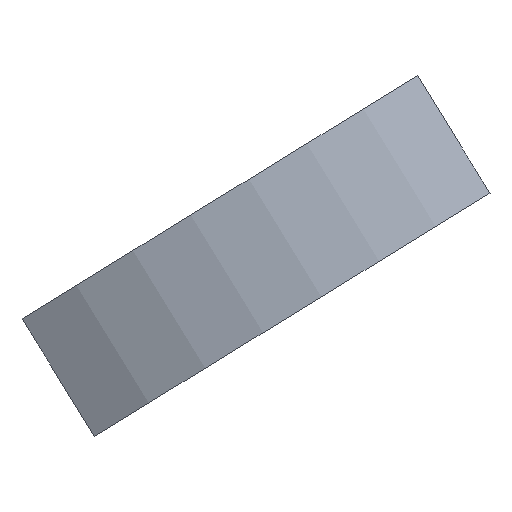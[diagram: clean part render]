
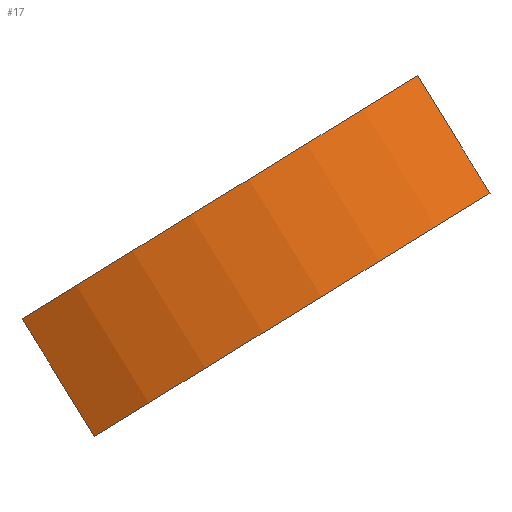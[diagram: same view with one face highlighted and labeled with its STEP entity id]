
A CAD part, front view. The second image highlights one B-rep face of the part: STEP entity #17.
In plain terms, the highlighted cylindrical face has radius 19.995 mm (diameter 39.991 mm), a partial arc.
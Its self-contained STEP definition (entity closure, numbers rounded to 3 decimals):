
#17 = ADVANCED_FACE('',(#18),#33,.F.);
#18 = FACE_BOUND('',#19,.F.);
#19 = EDGE_LOOP('',(#20,#66,#104,#143));
#20 = ORIENTED_EDGE('',*,*,#21,.T.);
#21 = EDGE_CURVE('',#22,#24,#26,.T.);
#22 = VERTEX_POINT('',#23);
#23 = CARTESIAN_POINT('',(-5.851,-0.013,
    -6.53));
#24 = VERTEX_POINT('',#25);
#25 = CARTESIAN_POINT('',(8.469,0.011,
    2.27));
#26 = SURFACE_CURVE('',#27,(#32),.PCURVE_S1.);
#27 = CIRCLE('',#28,19.995);
#28 = AXIS2_PLACEMENT_3D('',#29,#30,#31);
#29 = CARTESIAN_POINT('',(1.29,18.143,-2.15
    ));
#30 = DIRECTION('',(-0.524,0.,0.852));
#31 = DIRECTION('',(-0.357,-0.908,-0.219));
#32 = PCURVE('',#33,#38);
#33 = CYLINDRICAL_SURFACE('',#34,19.995);
#34 = AXIS2_PLACEMENT_3D('',#35,#36,#37);
#35 = CARTESIAN_POINT('',(1.552,18.142,-2.576)
  );
#36 = DIRECTION('',(-0.524,0.,0.852));
#37 = DIRECTION('',(0.762,-0.446,0.469));
#38 = DEFINITIONAL_REPRESENTATION('',(#39),#65);
#39 = B_SPLINE_CURVE_WITH_KNOTS('',3,(#40,#41,#42,#43,#44,#45,#46,#47,
    #48,#49,#50,#51,#52,#53,#54,#55,#56,#57,#58,#59,#60,#61,#62,#63,#64)
  ,.UNSPECIFIED.,.F.,.F.,(4,1,1,1,1,1,1,1,1,1,1,1,1,1,1,1,1,1,1,1,1,1,4)
  ,(0.,0.039,0.079,0.118,
    0.158,0.197,0.237,0.276,
    0.315,0.355,0.394,0.434,
    0.473,0.513,0.552,0.592,
    0.631,0.67,0.71,0.749,
    0.789,0.828,0.868),.QUASI_UNIFORM_KNOTS.);
#40 = CARTESIAN_POINT('',(4.742,0.5));
#41 = CARTESIAN_POINT('',(4.756,0.5));
#42 = CARTESIAN_POINT('',(4.782,0.5));
#43 = CARTESIAN_POINT('',(4.821,0.5));
#44 = CARTESIAN_POINT('',(4.861,0.5));
#45 = CARTESIAN_POINT('',(4.9,0.5));
#46 = CARTESIAN_POINT('',(4.94,0.5));
#47 = CARTESIAN_POINT('',(4.979,0.5));
#48 = CARTESIAN_POINT('',(5.018,0.5));
#49 = CARTESIAN_POINT('',(5.058,0.5));
#50 = CARTESIAN_POINT('',(5.097,0.5));
#51 = CARTESIAN_POINT('',(5.137,0.5));
#52 = CARTESIAN_POINT('',(5.176,0.5));
#53 = CARTESIAN_POINT('',(5.216,0.5));
#54 = CARTESIAN_POINT('',(5.255,0.5));
#55 = CARTESIAN_POINT('',(5.295,0.5));
#56 = CARTESIAN_POINT('',(5.334,0.5));
#57 = CARTESIAN_POINT('',(5.373,0.5));
#58 = CARTESIAN_POINT('',(5.413,0.5));
#59 = CARTESIAN_POINT('',(5.452,0.5));
#60 = CARTESIAN_POINT('',(5.492,0.5));
#61 = CARTESIAN_POINT('',(5.531,0.5));
#62 = CARTESIAN_POINT('',(5.571,0.5));
#63 = CARTESIAN_POINT('',(5.597,0.5));
#64 = CARTESIAN_POINT('',(5.61,0.5));
#65 = ( GEOMETRIC_REPRESENTATION_CONTEXT(2) 
PARAMETRIC_REPRESENTATION_CONTEXT() REPRESENTATION_CONTEXT('2D SPACE',''
  ) );
#66 = ORIENTED_EDGE('',*,*,#67,.T.);
#67 = EDGE_CURVE('',#24,#68,#70,.T.);
#68 = VERTEX_POINT('',#69);
#69 = CARTESIAN_POINT('',(5.851,0.013,
    6.53));
#70 = SURFACE_CURVE('',#71,(#75),.PCURVE_S1.);
#71 = LINE('',#72,#73);
#72 = CARTESIAN_POINT('',(8.469,0.011,
    2.27));
#73 = VECTOR('',#74,1.);
#74 = DIRECTION('',(-0.524,0.,0.852));
#75 = PCURVE('',#33,#76);
#76 = DEFINITIONAL_REPRESENTATION('',(#77),#103);
#77 = B_SPLINE_CURVE_WITH_KNOTS('',3,(#78,#79,#80,#81,#82,#83,#84,#85,
    #86,#87,#88,#89,#90,#91,#92,#93,#94,#95,#96,#97,#98,#99,#100,#101,
    #102),.UNSPECIFIED.,.F.,.F.,(4,1,1,1,1,1,1,1,1,1,1,1,1,1,1,1,1,1,1,1
    ,1,1,4),(0.,0.227,0.455,0.682,
    0.909,1.136,1.364,1.591,
    1.818,2.045,2.273,2.5,
    2.727,2.955,3.182,3.409,
    3.636,3.864,4.091,4.318,
    4.545,4.773,5.),
  .QUASI_UNIFORM_KNOTS.);
#78 = CARTESIAN_POINT('',(5.61,0.5));
#79 = CARTESIAN_POINT('',(5.61,0.576));
#80 = CARTESIAN_POINT('',(5.61,0.727));
#81 = CARTESIAN_POINT('',(5.61,0.955));
#82 = CARTESIAN_POINT('',(5.61,1.182));
#83 = CARTESIAN_POINT('',(5.61,1.409));
#84 = CARTESIAN_POINT('',(5.61,1.636));
#85 = CARTESIAN_POINT('',(5.61,1.864));
#86 = CARTESIAN_POINT('',(5.61,2.091));
#87 = CARTESIAN_POINT('',(5.61,2.318));
#88 = CARTESIAN_POINT('',(5.61,2.545));
#89 = CARTESIAN_POINT('',(5.61,2.773));
#90 = CARTESIAN_POINT('',(5.61,3.));
#91 = CARTESIAN_POINT('',(5.61,3.227));
#92 = CARTESIAN_POINT('',(5.61,3.455));
#93 = CARTESIAN_POINT('',(5.61,3.682));
#94 = CARTESIAN_POINT('',(5.61,3.909));
#95 = CARTESIAN_POINT('',(5.61,4.136));
#96 = CARTESIAN_POINT('',(5.61,4.364));
#97 = CARTESIAN_POINT('',(5.61,4.591));
#98 = CARTESIAN_POINT('',(5.61,4.818));
#99 = CARTESIAN_POINT('',(5.61,5.045));
#100 = CARTESIAN_POINT('',(5.61,5.273));
#101 = CARTESIAN_POINT('',(5.61,5.424));
#102 = CARTESIAN_POINT('',(5.61,5.5));
#103 = ( GEOMETRIC_REPRESENTATION_CONTEXT(2) 
PARAMETRIC_REPRESENTATION_CONTEXT() REPRESENTATION_CONTEXT('2D SPACE',''
  ) );
#104 = ORIENTED_EDGE('',*,*,#105,.T.);
#105 = EDGE_CURVE('',#68,#106,#108,.T.);
#106 = VERTEX_POINT('',#107);
#107 = CARTESIAN_POINT('',(-8.469,-0.011,
    -2.27));
#108 = SURFACE_CURVE('',#109,(#114),.PCURVE_S1.);
#109 = CIRCLE('',#110,19.995);
#110 = AXIS2_PLACEMENT_3D('',#111,#112,#113);
#111 = CARTESIAN_POINT('',(-1.328,18.145,
    2.11));
#112 = DIRECTION('',(0.524,0.,-0.852)
  );
#113 = DIRECTION('',(0.359,-0.907,0.221));
#114 = PCURVE('',#33,#115);
#115 = DEFINITIONAL_REPRESENTATION('',(#116),#142);
#116 = B_SPLINE_CURVE_WITH_KNOTS('',3,(#117,#118,#119,#120,#121,#122,
    #123,#124,#125,#126,#127,#128,#129,#130,#131,#132,#133,#134,#135,
    #136,#137,#138,#139,#140,#141),.UNSPECIFIED.,.F.,.F.,(4,1,1,1,1,1,1,
    1,1,1,1,1,1,1,1,1,1,1,1,1,1,1,4),(0.,0.039,
    0.079,0.118,0.158,0.197,
    0.237,0.276,0.315,0.355,
    0.394,0.434,0.473,0.513,
    0.552,0.592,0.631,0.67,
    0.71,0.749,0.789,0.828,
    0.868),.QUASI_UNIFORM_KNOTS.);
#117 = CARTESIAN_POINT('',(5.61,5.5));
#118 = CARTESIAN_POINT('',(5.597,5.5));
#119 = CARTESIAN_POINT('',(5.571,5.5));
#120 = CARTESIAN_POINT('',(5.531,5.5));
#121 = CARTESIAN_POINT('',(5.492,5.5));
#122 = CARTESIAN_POINT('',(5.452,5.5));
#123 = CARTESIAN_POINT('',(5.413,5.5));
#124 = CARTESIAN_POINT('',(5.373,5.5));
#125 = CARTESIAN_POINT('',(5.334,5.5));
#126 = CARTESIAN_POINT('',(5.295,5.5));
#127 = CARTESIAN_POINT('',(5.255,5.5));
#128 = CARTESIAN_POINT('',(5.216,5.5));
#129 = CARTESIAN_POINT('',(5.176,5.5));
#130 = CARTESIAN_POINT('',(5.137,5.5));
#131 = CARTESIAN_POINT('',(5.097,5.5));
#132 = CARTESIAN_POINT('',(5.058,5.5));
#133 = CARTESIAN_POINT('',(5.018,5.5));
#134 = CARTESIAN_POINT('',(4.979,5.5));
#135 = CARTESIAN_POINT('',(4.94,5.5));
#136 = CARTESIAN_POINT('',(4.9,5.5));
#137 = CARTESIAN_POINT('',(4.861,5.5));
#138 = CARTESIAN_POINT('',(4.821,5.5));
#139 = CARTESIAN_POINT('',(4.782,5.5));
#140 = CARTESIAN_POINT('',(4.756,5.5));
#141 = CARTESIAN_POINT('',(4.742,5.5));
#142 = ( GEOMETRIC_REPRESENTATION_CONTEXT(2) 
PARAMETRIC_REPRESENTATION_CONTEXT() REPRESENTATION_CONTEXT('2D SPACE',''
  ) );
#143 = ORIENTED_EDGE('',*,*,#144,.T.);
#144 = EDGE_CURVE('',#106,#22,#145,.T.);
#145 = SURFACE_CURVE('',#146,(#150),.PCURVE_S1.);
#146 = LINE('',#147,#148);
#147 = CARTESIAN_POINT('',(-8.469,-0.011,
    -2.27));
#148 = VECTOR('',#149,1.);
#149 = DIRECTION('',(0.524,0.,-0.852)
  );
#150 = PCURVE('',#33,#151);
#151 = DEFINITIONAL_REPRESENTATION('',(#152),#178);
#152 = B_SPLINE_CURVE_WITH_KNOTS('',3,(#153,#154,#155,#156,#157,#158,
    #159,#160,#161,#162,#163,#164,#165,#166,#167,#168,#169,#170,#171,
    #172,#173,#174,#175,#176,#177),.UNSPECIFIED.,.F.,.F.,(4,1,1,1,1,1,1,
    1,1,1,1,1,1,1,1,1,1,1,1,1,1,1,4),(-0.,0.227,0.455,
    0.682,0.909,1.136,1.364,
    1.591,1.818,2.045,2.273,
    2.5,2.727,2.955,3.182,
    3.409,3.636,3.864,4.091,
    4.318,4.545,4.773,5.),
  .QUASI_UNIFORM_KNOTS.);
#153 = CARTESIAN_POINT('',(4.742,5.5));
#154 = CARTESIAN_POINT('',(4.742,5.424));
#155 = CARTESIAN_POINT('',(4.742,5.273));
#156 = CARTESIAN_POINT('',(4.742,5.045));
#157 = CARTESIAN_POINT('',(4.742,4.818));
#158 = CARTESIAN_POINT('',(4.742,4.591));
#159 = CARTESIAN_POINT('',(4.742,4.364));
#160 = CARTESIAN_POINT('',(4.742,4.136));
#161 = CARTESIAN_POINT('',(4.742,3.909));
#162 = CARTESIAN_POINT('',(4.742,3.682));
#163 = CARTESIAN_POINT('',(4.742,3.455));
#164 = CARTESIAN_POINT('',(4.742,3.227));
#165 = CARTESIAN_POINT('',(4.742,3.));
#166 = CARTESIAN_POINT('',(4.742,2.773));
#167 = CARTESIAN_POINT('',(4.742,2.545));
#168 = CARTESIAN_POINT('',(4.742,2.318));
#169 = CARTESIAN_POINT('',(4.742,2.091));
#170 = CARTESIAN_POINT('',(4.742,1.864));
#171 = CARTESIAN_POINT('',(4.742,1.636));
#172 = CARTESIAN_POINT('',(4.742,1.409));
#173 = CARTESIAN_POINT('',(4.742,1.182));
#174 = CARTESIAN_POINT('',(4.742,0.955));
#175 = CARTESIAN_POINT('',(4.742,0.727));
#176 = CARTESIAN_POINT('',(4.742,0.576));
#177 = CARTESIAN_POINT('',(4.742,0.5));
#178 = ( GEOMETRIC_REPRESENTATION_CONTEXT(2) 
PARAMETRIC_REPRESENTATION_CONTEXT() REPRESENTATION_CONTEXT('2D SPACE',''
  ) );
